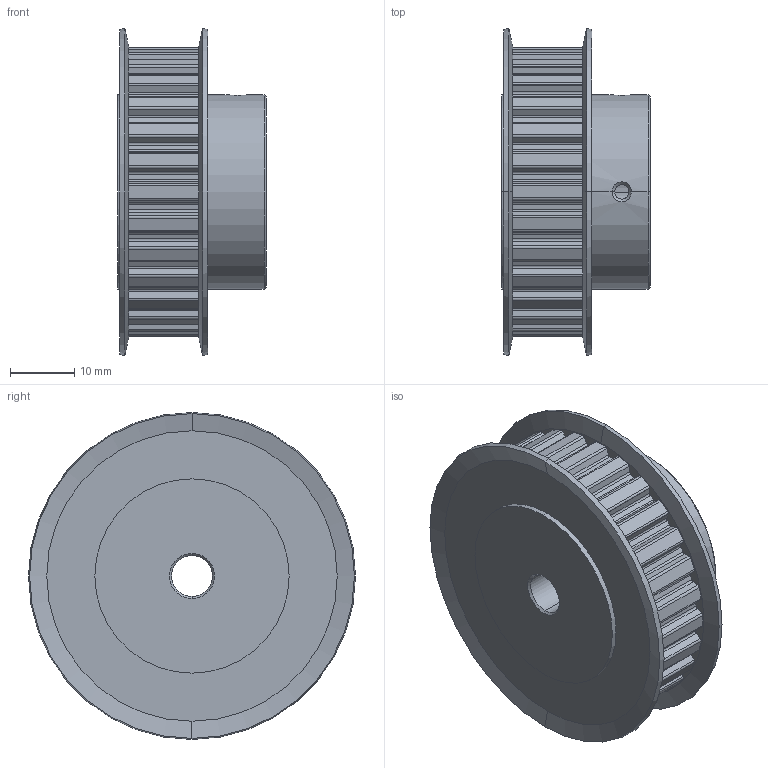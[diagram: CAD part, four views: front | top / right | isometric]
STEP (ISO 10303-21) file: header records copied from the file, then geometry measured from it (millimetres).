
FILE_DESCRIPTION (( 'STEP AP214' ), '1' );
FILE_NAME ('APB28XL037BF-250.step', '2015-04-08T20:58:43', ( '' ), ( '' ), 'SwSTEP 2.0', 'SolidWorks 2014', '' );
FILE_SCHEMA (( 'AUTOMOTIVE_DESIGN' ));
Length unit declared in the file: millimetre
Products named in the file (1): APB28XL037BF-250
Bounding box: 23.01 x 50.8 x 50.8 mm (x, y, z)
Volume: 26364.2 mm3; surface area: 8865.2 mm2
Topology: 1 solids, 1 shells, 281 faces, 812 edges, 535 vertices
Faces by surface type: cylinder 169, plane 90, cone 18, bspline 4
Entity records: 11487 total; most frequent: CARTESIAN_POINT 3754, DIRECTION 1701, ORIENTED_EDGE 1624, EDGE_CURVE 812, AXIS2_PLACEMENT_3D 630, VERTEX_POINT 535, VECTOR 441, LINE 441
